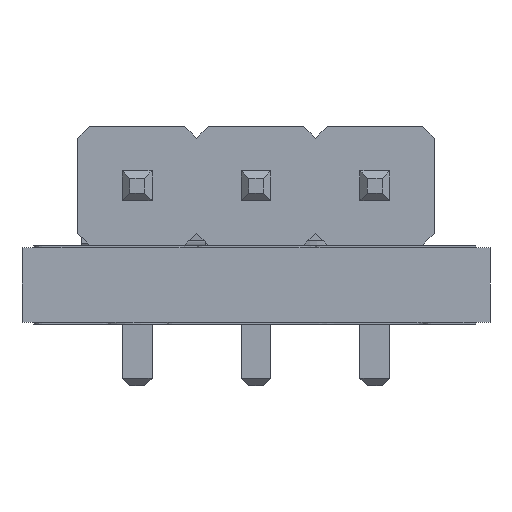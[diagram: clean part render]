
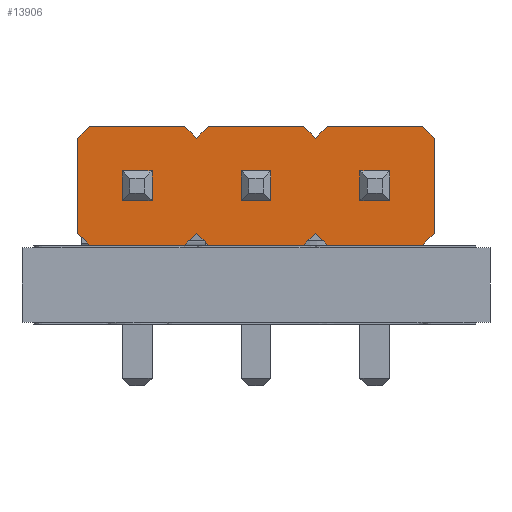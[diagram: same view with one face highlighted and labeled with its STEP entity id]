
A CAD part, front view. The second image highlights one B-rep face of the part: STEP entity #13906.
In plain terms, the highlighted face is planar.
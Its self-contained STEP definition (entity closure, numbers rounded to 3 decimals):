
#13564 = VERTEX_POINT('',#13565);
#13565 = CARTESIAN_POINT('',(4.04,1.27,0.254));
#13571 = EDGE_CURVE('',#13564,#13572,#13574,.T.);
#13572 = VERTEX_POINT('',#13573);
#13573 = CARTESIAN_POINT('',(4.04,1.016,0.));
#13574 = LINE('',#13575,#13576);
#13575 = CARTESIAN_POINT('',(4.04,1.27,0.254));
#13576 = VECTOR('',#13577,1.);
#13577 = DIRECTION('',(0.,-0.707,-0.707));
#13604 = VERTEX_POINT('',#13605);
#13605 = CARTESIAN_POINT('',(4.04,1.27,2.286));
#13611 = EDGE_CURVE('',#13604,#13564,#13612,.T.);
#13612 = LINE('',#13613,#13614);
#13613 = CARTESIAN_POINT('',(4.04,1.27,2.286));
#13614 = VECTOR('',#13615,1.);
#13615 = DIRECTION('',(0.,0.,-1.));
#13633 = EDGE_CURVE('',#13572,#13634,#13636,.T.);
#13634 = VERTEX_POINT('',#13635);
#13635 = CARTESIAN_POINT('',(4.04,-1.016,0.));
#13636 = LINE('',#13637,#13638);
#13637 = CARTESIAN_POINT('',(4.04,1.016,0.));
#13638 = VECTOR('',#13639,1.);
#13639 = DIRECTION('',(0.,-1.,0.));
#13906 = ADVANCED_FACE('',(#13907,#14046,#14080,#14114),#14148,.F.);
#13907 = FACE_BOUND('',#13908,.F.);
#13908 = EDGE_LOOP('',(#13909,#13910,#13911,#13919,#13927,#13935,#13943,
    #13951,#13959,#13967,#13975,#13983,#13991,#13999,#14007,#14015,
    #14023,#14031,#14039,#14045));
#13909 = ORIENTED_EDGE('',*,*,#13571,.T.);
#13910 = ORIENTED_EDGE('',*,*,#13633,.T.);
#13911 = ORIENTED_EDGE('',*,*,#13912,.T.);
#13912 = EDGE_CURVE('',#13634,#13913,#13915,.T.);
#13913 = VERTEX_POINT('',#13914);
#13914 = CARTESIAN_POINT('',(4.04,-1.27,0.254));
#13915 = LINE('',#13916,#13917);
#13916 = CARTESIAN_POINT('',(4.04,-1.016,0.));
#13917 = VECTOR('',#13918,1.);
#13918 = DIRECTION('',(0.,-0.707,0.707));
#13919 = ORIENTED_EDGE('',*,*,#13920,.T.);
#13920 = EDGE_CURVE('',#13913,#13921,#13923,.T.);
#13921 = VERTEX_POINT('',#13922);
#13922 = CARTESIAN_POINT('',(4.04,-1.524,0.));
#13923 = LINE('',#13924,#13925);
#13924 = CARTESIAN_POINT('',(4.04,-1.27,0.254));
#13925 = VECTOR('',#13926,1.);
#13926 = DIRECTION('',(0.,-0.707,-0.707));
#13927 = ORIENTED_EDGE('',*,*,#13928,.T.);
#13928 = EDGE_CURVE('',#13921,#13929,#13931,.T.);
#13929 = VERTEX_POINT('',#13930);
#13930 = CARTESIAN_POINT('',(4.04,-3.556,0.));
#13931 = LINE('',#13932,#13933);
#13932 = CARTESIAN_POINT('',(4.04,-1.524,0.));
#13933 = VECTOR('',#13934,1.);
#13934 = DIRECTION('',(0.,-1.,0.));
#13935 = ORIENTED_EDGE('',*,*,#13936,.T.);
#13936 = EDGE_CURVE('',#13929,#13937,#13939,.T.);
#13937 = VERTEX_POINT('',#13938);
#13938 = CARTESIAN_POINT('',(4.04,-3.81,0.254));
#13939 = LINE('',#13940,#13941);
#13940 = CARTESIAN_POINT('',(4.04,-3.556,0.));
#13941 = VECTOR('',#13942,1.);
#13942 = DIRECTION('',(0.,-0.707,0.707));
#13943 = ORIENTED_EDGE('',*,*,#13944,.T.);
#13944 = EDGE_CURVE('',#13937,#13945,#13947,.T.);
#13945 = VERTEX_POINT('',#13946);
#13946 = CARTESIAN_POINT('',(4.04,-4.064,0.));
#13947 = LINE('',#13948,#13949);
#13948 = CARTESIAN_POINT('',(4.04,-3.81,0.254));
#13949 = VECTOR('',#13950,1.);
#13950 = DIRECTION('',(0.,-0.707,-0.707));
#13951 = ORIENTED_EDGE('',*,*,#13952,.T.);
#13952 = EDGE_CURVE('',#13945,#13953,#13955,.T.);
#13953 = VERTEX_POINT('',#13954);
#13954 = CARTESIAN_POINT('',(4.04,-6.096,0.));
#13955 = LINE('',#13956,#13957);
#13956 = CARTESIAN_POINT('',(4.04,-4.064,0.));
#13957 = VECTOR('',#13958,1.);
#13958 = DIRECTION('',(0.,-1.,0.));
#13959 = ORIENTED_EDGE('',*,*,#13960,.T.);
#13960 = EDGE_CURVE('',#13953,#13961,#13963,.T.);
#13961 = VERTEX_POINT('',#13962);
#13962 = CARTESIAN_POINT('',(4.04,-6.35,0.254));
#13963 = LINE('',#13964,#13965);
#13964 = CARTESIAN_POINT('',(4.04,-6.096,0.));
#13965 = VECTOR('',#13966,1.);
#13966 = DIRECTION('',(0.,-0.707,0.707));
#13967 = ORIENTED_EDGE('',*,*,#13968,.T.);
#13968 = EDGE_CURVE('',#13961,#13969,#13971,.T.);
#13969 = VERTEX_POINT('',#13970);
#13970 = CARTESIAN_POINT('',(4.04,-6.35,2.286));
#13971 = LINE('',#13972,#13973);
#13972 = CARTESIAN_POINT('',(4.04,-6.35,0.254));
#13973 = VECTOR('',#13974,1.);
#13974 = DIRECTION('',(0.,0.,1.));
#13975 = ORIENTED_EDGE('',*,*,#13976,.T.);
#13976 = EDGE_CURVE('',#13969,#13977,#13979,.T.);
#13977 = VERTEX_POINT('',#13978);
#13978 = CARTESIAN_POINT('',(4.04,-6.096,2.54));
#13979 = LINE('',#13980,#13981);
#13980 = CARTESIAN_POINT('',(4.04,-6.35,2.286));
#13981 = VECTOR('',#13982,1.);
#13982 = DIRECTION('',(0.,0.707,0.707));
#13983 = ORIENTED_EDGE('',*,*,#13984,.T.);
#13984 = EDGE_CURVE('',#13977,#13985,#13987,.T.);
#13985 = VERTEX_POINT('',#13986);
#13986 = CARTESIAN_POINT('',(4.04,-4.064,2.54));
#13987 = LINE('',#13988,#13989);
#13988 = CARTESIAN_POINT('',(4.04,-6.096,2.54));
#13989 = VECTOR('',#13990,1.);
#13990 = DIRECTION('',(0.,1.,0.));
#13991 = ORIENTED_EDGE('',*,*,#13992,.T.);
#13992 = EDGE_CURVE('',#13985,#13993,#13995,.T.);
#13993 = VERTEX_POINT('',#13994);
#13994 = CARTESIAN_POINT('',(4.04,-3.81,2.286));
#13995 = LINE('',#13996,#13997);
#13996 = CARTESIAN_POINT('',(4.04,-4.064,2.54));
#13997 = VECTOR('',#13998,1.);
#13998 = DIRECTION('',(0.,0.707,-0.707));
#13999 = ORIENTED_EDGE('',*,*,#14000,.T.);
#14000 = EDGE_CURVE('',#13993,#14001,#14003,.T.);
#14001 = VERTEX_POINT('',#14002);
#14002 = CARTESIAN_POINT('',(4.04,-3.556,2.54));
#14003 = LINE('',#14004,#14005);
#14004 = CARTESIAN_POINT('',(4.04,-3.81,2.286));
#14005 = VECTOR('',#14006,1.);
#14006 = DIRECTION('',(0.,0.707,0.707));
#14007 = ORIENTED_EDGE('',*,*,#14008,.T.);
#14008 = EDGE_CURVE('',#14001,#14009,#14011,.T.);
#14009 = VERTEX_POINT('',#14010);
#14010 = CARTESIAN_POINT('',(4.04,-1.524,2.54));
#14011 = LINE('',#14012,#14013);
#14012 = CARTESIAN_POINT('',(4.04,-3.556,2.54));
#14013 = VECTOR('',#14014,1.);
#14014 = DIRECTION('',(0.,1.,0.));
#14015 = ORIENTED_EDGE('',*,*,#14016,.T.);
#14016 = EDGE_CURVE('',#14009,#14017,#14019,.T.);
#14017 = VERTEX_POINT('',#14018);
#14018 = CARTESIAN_POINT('',(4.04,-1.27,2.286));
#14019 = LINE('',#14020,#14021);
#14020 = CARTESIAN_POINT('',(4.04,-1.524,2.54));
#14021 = VECTOR('',#14022,1.);
#14022 = DIRECTION('',(0.,0.707,-0.707));
#14023 = ORIENTED_EDGE('',*,*,#14024,.T.);
#14024 = EDGE_CURVE('',#14017,#14025,#14027,.T.);
#14025 = VERTEX_POINT('',#14026);
#14026 = CARTESIAN_POINT('',(4.04,-1.016,2.54));
#14027 = LINE('',#14028,#14029);
#14028 = CARTESIAN_POINT('',(4.04,-1.27,2.286));
#14029 = VECTOR('',#14030,1.);
#14030 = DIRECTION('',(0.,0.707,0.707));
#14031 = ORIENTED_EDGE('',*,*,#14032,.T.);
#14032 = EDGE_CURVE('',#14025,#14033,#14035,.T.);
#14033 = VERTEX_POINT('',#14034);
#14034 = CARTESIAN_POINT('',(4.04,1.016,2.54));
#14035 = LINE('',#14036,#14037);
#14036 = CARTESIAN_POINT('',(4.04,-1.016,2.54));
#14037 = VECTOR('',#14038,1.);
#14038 = DIRECTION('',(0.,1.,0.));
#14039 = ORIENTED_EDGE('',*,*,#14040,.T.);
#14040 = EDGE_CURVE('',#14033,#13604,#14041,.T.);
#14041 = LINE('',#14042,#14043);
#14042 = CARTESIAN_POINT('',(4.04,1.016,2.54));
#14043 = VECTOR('',#14044,1.);
#14044 = DIRECTION('',(0.,0.707,-0.707));
#14045 = ORIENTED_EDGE('',*,*,#13611,.T.);
#14046 = FACE_BOUND('',#14047,.F.);
#14047 = EDGE_LOOP('',(#14048,#14058,#14066,#14074));
#14048 = ORIENTED_EDGE('',*,*,#14049,.F.);
#14049 = EDGE_CURVE('',#14050,#14052,#14054,.T.);
#14050 = VERTEX_POINT('',#14051);
#14051 = CARTESIAN_POINT('',(4.04,-5.4,1.59));
#14052 = VERTEX_POINT('',#14053);
#14053 = CARTESIAN_POINT('',(4.04,-4.76,1.59));
#14054 = LINE('',#14055,#14056);
#14055 = CARTESIAN_POINT('',(4.04,-3.65,1.59));
#14056 = VECTOR('',#14057,1.);
#14057 = DIRECTION('',(0.,1.,0.));
#14058 = ORIENTED_EDGE('',*,*,#14059,.T.);
#14059 = EDGE_CURVE('',#14050,#14060,#14062,.T.);
#14060 = VERTEX_POINT('',#14061);
#14061 = CARTESIAN_POINT('',(4.04,-5.4,0.95));
#14062 = LINE('',#14063,#14064);
#14063 = CARTESIAN_POINT('',(4.04,-5.4,0.925));
#14064 = VECTOR('',#14065,1.);
#14065 = DIRECTION('',(0.,0.,-1.));
#14066 = ORIENTED_EDGE('',*,*,#14067,.F.);
#14067 = EDGE_CURVE('',#14068,#14060,#14070,.T.);
#14068 = VERTEX_POINT('',#14069);
#14069 = CARTESIAN_POINT('',(4.04,-4.76,0.95));
#14070 = LINE('',#14071,#14072);
#14071 = CARTESIAN_POINT('',(4.04,-3.65,0.95));
#14072 = VECTOR('',#14073,1.);
#14073 = DIRECTION('',(0.,-1.,0.));
#14074 = ORIENTED_EDGE('',*,*,#14075,.F.);
#14075 = EDGE_CURVE('',#14052,#14068,#14076,.T.);
#14076 = LINE('',#14077,#14078);
#14077 = CARTESIAN_POINT('',(4.04,-4.76,0.925));
#14078 = VECTOR('',#14079,1.);
#14079 = DIRECTION('',(0.,0.,-1.));
#14080 = FACE_BOUND('',#14081,.F.);
#14081 = EDGE_LOOP('',(#14082,#14092,#14100,#14108));
#14082 = ORIENTED_EDGE('',*,*,#14083,.F.);
#14083 = EDGE_CURVE('',#14084,#14086,#14088,.T.);
#14084 = VERTEX_POINT('',#14085);
#14085 = CARTESIAN_POINT('',(4.04,-2.22,0.95));
#14086 = VERTEX_POINT('',#14087);
#14087 = CARTESIAN_POINT('',(4.04,-2.86,0.95));
#14088 = LINE('',#14089,#14090);
#14089 = CARTESIAN_POINT('',(4.04,-2.38,0.95));
#14090 = VECTOR('',#14091,1.);
#14091 = DIRECTION('',(0.,-1.,0.));
#14092 = ORIENTED_EDGE('',*,*,#14093,.F.);
#14093 = EDGE_CURVE('',#14094,#14084,#14096,.T.);
#14094 = VERTEX_POINT('',#14095);
#14095 = CARTESIAN_POINT('',(4.04,-2.22,1.59));
#14096 = LINE('',#14097,#14098);
#14097 = CARTESIAN_POINT('',(4.04,-2.22,0.925));
#14098 = VECTOR('',#14099,1.);
#14099 = DIRECTION('',(0.,0.,-1.));
#14100 = ORIENTED_EDGE('',*,*,#14101,.F.);
#14101 = EDGE_CURVE('',#14102,#14094,#14104,.T.);
#14102 = VERTEX_POINT('',#14103);
#14103 = CARTESIAN_POINT('',(4.04,-2.86,1.59));
#14104 = LINE('',#14105,#14106);
#14105 = CARTESIAN_POINT('',(4.04,-2.38,1.59));
#14106 = VECTOR('',#14107,1.);
#14107 = DIRECTION('',(0.,1.,0.));
#14108 = ORIENTED_EDGE('',*,*,#14109,.T.);
#14109 = EDGE_CURVE('',#14102,#14086,#14110,.T.);
#14110 = LINE('',#14111,#14112);
#14111 = CARTESIAN_POINT('',(4.04,-2.86,0.925));
#14112 = VECTOR('',#14113,1.);
#14113 = DIRECTION('',(0.,0.,-1.));
#14114 = FACE_BOUND('',#14115,.F.);
#14115 = EDGE_LOOP('',(#14116,#14126,#14134,#14142));
#14116 = ORIENTED_EDGE('',*,*,#14117,.F.);
#14117 = EDGE_CURVE('',#14118,#14120,#14122,.T.);
#14118 = VERTEX_POINT('',#14119);
#14119 = CARTESIAN_POINT('',(4.04,0.32,0.95));
#14120 = VERTEX_POINT('',#14121);
#14121 = CARTESIAN_POINT('',(4.04,-0.32,0.95));
#14122 = LINE('',#14123,#14124);
#14123 = CARTESIAN_POINT('',(4.04,-1.11,0.95));
#14124 = VECTOR('',#14125,1.);
#14125 = DIRECTION('',(0.,-1.,0.));
#14126 = ORIENTED_EDGE('',*,*,#14127,.F.);
#14127 = EDGE_CURVE('',#14128,#14118,#14130,.T.);
#14128 = VERTEX_POINT('',#14129);
#14129 = CARTESIAN_POINT('',(4.04,0.32,1.59));
#14130 = LINE('',#14131,#14132);
#14131 = CARTESIAN_POINT('',(4.04,0.32,0.925));
#14132 = VECTOR('',#14133,1.);
#14133 = DIRECTION('',(0.,0.,-1.));
#14134 = ORIENTED_EDGE('',*,*,#14135,.F.);
#14135 = EDGE_CURVE('',#14136,#14128,#14138,.T.);
#14136 = VERTEX_POINT('',#14137);
#14137 = CARTESIAN_POINT('',(4.04,-0.32,1.59));
#14138 = LINE('',#14139,#14140);
#14139 = CARTESIAN_POINT('',(4.04,-1.11,1.59));
#14140 = VECTOR('',#14141,1.);
#14141 = DIRECTION('',(0.,1.,0.));
#14142 = ORIENTED_EDGE('',*,*,#14143,.T.);
#14143 = EDGE_CURVE('',#14136,#14120,#14144,.T.);
#14144 = LINE('',#14145,#14146);
#14145 = CARTESIAN_POINT('',(4.04,-0.32,0.925));
#14146 = VECTOR('',#14147,1.);
#14147 = DIRECTION('',(0.,0.,-1.));
#14148 = PLANE('',#14149);
#14149 = AXIS2_PLACEMENT_3D('',#14150,#14151,#14152);
#14150 = CARTESIAN_POINT('',(4.04,-2.54,1.27));
#14151 = DIRECTION('',(-1.,0.,0.));
#14152 = DIRECTION('',(0.,0.,-1.));
